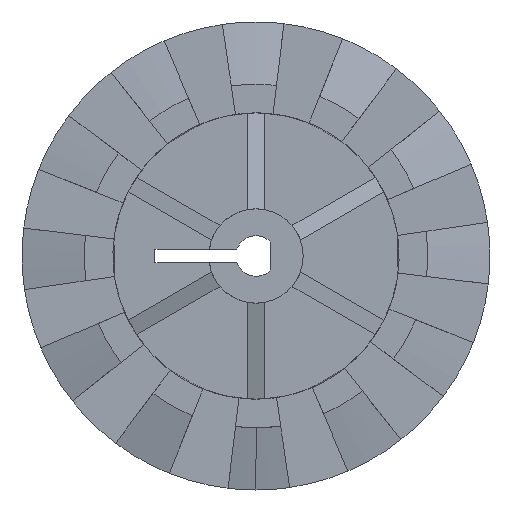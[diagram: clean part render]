
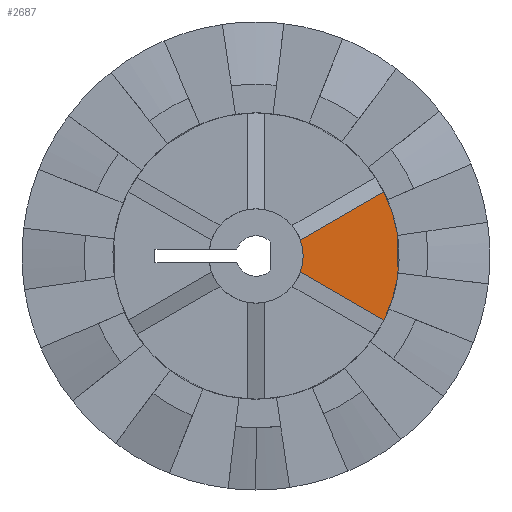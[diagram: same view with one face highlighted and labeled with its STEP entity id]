
A CAD part, left-side view. The second image highlights one B-rep face of the part: STEP entity #2687.
In plain terms, the highlighted planar face has unit normal (-1, 0, 0).
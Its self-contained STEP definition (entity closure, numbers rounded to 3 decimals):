
#18 = DIRECTION ( 'NONE',  ( 0., -0.866, 0.5 ) ) ;
#39 = ORIENTED_EDGE ( 'NONE', *, *, #858, .T. ) ;
#367 = AXIS2_PLACEMENT_3D ( 'NONE', #753, #3967, #1754 ) ;
#447 = DIRECTION ( 'NONE',  ( 1., 0., 0. ) ) ;
#638 = ORIENTED_EDGE ( 'NONE', *, *, #984, .F. ) ;
#746 = EDGE_CURVE ( 'NONE', #2722, #1383, #3852, .T. ) ;
#753 = CARTESIAN_POINT ( 'NONE',  ( 4.525, 0., 0. ) ) ;
#858 = EDGE_CURVE ( 'NONE', #1383, #5826, #5328, .T. ) ;
#984 = EDGE_CURVE ( 'NONE', #2895, #5826, #3506, .T. ) ;
#1209 = CARTESIAN_POINT ( 'NONE',  ( 4.525, -9.498, 4.762 ) ) ;
#1357 = CARTESIAN_POINT ( 'NONE',  ( 4.525, 7.656, -5.142 ) ) ;
#1368 = CARTESIAN_POINT ( 'NONE',  ( 4.525, 10.625, 0. ) ) ;
#1383 = VERTEX_POINT ( 'NONE', #4076 ) ;
#1754 = DIRECTION ( 'NONE',  ( 0., 0., 1. ) ) ;
#1945 = DIRECTION ( 'NONE',  ( 0., 0., 1. ) ) ;
#2084 = FACE_OUTER_BOUND ( 'NONE', #2388, .T. ) ;
#2247 = DIRECTION ( 'NONE',  ( 0., 0., -1. ) ) ;
#2388 = EDGE_LOOP ( 'NONE', ( #638, #5598, #2794, #39 ) ) ;
#2537 = DIRECTION ( 'NONE',  ( 0., -0.866, -0.5 ) ) ;
#2687 = ADVANCED_FACE ( 'NONE', ( #2084 ), #4947, .F. ) ;
#2722 = VERTEX_POINT ( 'NONE', #5393 ) ;
#2794 = ORIENTED_EDGE ( 'NONE', *, *, #746, .T. ) ;
#2895 = VERTEX_POINT ( 'NONE', #5600 ) ;
#3506 = LINE ( 'NONE', #1357, #5537 ) ;
#3543 = CIRCLE ( 'NONE', #3833, 3.5 ) ;
#3833 = AXIS2_PLACEMENT_3D ( 'NONE', #4173, #4193, #1945 ) ;
#3852 = LINE ( 'NONE', #5187, #5121 ) ;
#3967 = DIRECTION ( 'NONE',  ( -1., 0., 0. ) ) ;
#4076 = CARTESIAN_POINT ( 'NONE',  ( 4.525, -9.498, -4.762 ) ) ;
#4173 = CARTESIAN_POINT ( 'NONE',  ( 4.525, 0., 0. ) ) ;
#4193 = DIRECTION ( 'NONE',  ( -1., 0., 0. ) ) ;
#4687 = AXIS2_PLACEMENT_3D ( 'NONE', #1368, #447, #2247 ) ;
#4947 = PLANE ( 'NONE',  #4687 ) ;
#5121 = VECTOR ( 'NONE', #2537, 1000. ) ;
#5187 = CARTESIAN_POINT ( 'NONE',  ( 4.525, -3.344, -1.209 ) ) ;
#5328 = CIRCLE ( 'NONE', #367, 10.625 ) ;
#5393 = CARTESIAN_POINT ( 'NONE',  ( 4.525, -3.295, -1.181 ) ) ;
#5537 = VECTOR ( 'NONE', #18, 1000. ) ;
#5598 = ORIENTED_EDGE ( 'NONE', *, *, #5789, .F. ) ;
#5600 = CARTESIAN_POINT ( 'NONE',  ( 4.525, -3.295, 1.181 ) ) ;
#5789 = EDGE_CURVE ( 'NONE', #2722, #2895, #3543, .T. ) ;
#5826 = VERTEX_POINT ( 'NONE', #1209 ) ;
